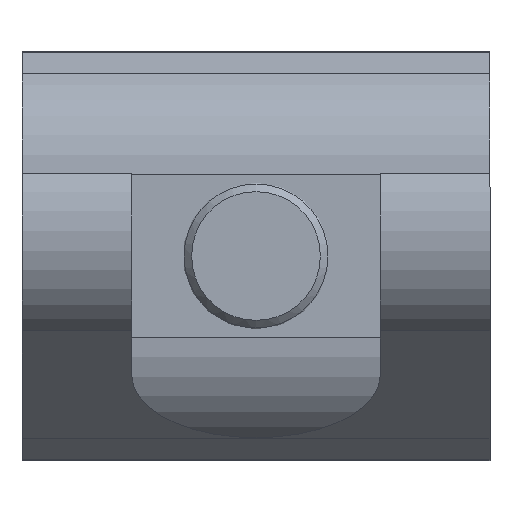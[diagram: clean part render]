
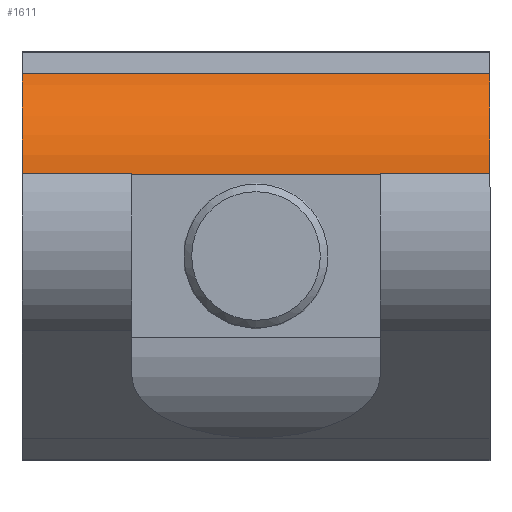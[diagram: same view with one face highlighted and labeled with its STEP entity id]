
A CAD part, front view. The second image highlights one B-rep face of the part: STEP entity #1611.
In plain terms, the highlighted cylindrical face has radius 4 mm (diameter 8 mm), a partial arc.
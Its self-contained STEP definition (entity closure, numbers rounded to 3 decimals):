
#180=FACE_OUTER_BOUND('',#266,.T.);
#266=EDGE_LOOP('',(#1401,#1402,#1403,#1404));
#423=LINE('',#2805,#578);
#424=LINE('',#2806,#579);
#578=VECTOR('',#2272,10.);
#579=VECTOR('',#2273,10.);
#634=CIRCLE('',#1821,4.);
#643=CIRCLE('',#1831,4.);
#748=VERTEX_POINT('',#2662);
#749=VERTEX_POINT('',#2664);
#774=VERTEX_POINT('',#2716);
#775=VERTEX_POINT('',#2718);
#937=EDGE_CURVE('',#748,#749,#634,.T.);
#964=EDGE_CURVE('',#774,#775,#643,.T.);
#1008=EDGE_CURVE('',#775,#748,#423,.T.);
#1009=EDGE_CURVE('',#774,#749,#424,.T.);
#1401=ORIENTED_EDGE('',*,*,#1008,.F.);
#1402=ORIENTED_EDGE('',*,*,#964,.F.);
#1403=ORIENTED_EDGE('',*,*,#1009,.T.);
#1404=ORIENTED_EDGE('',*,*,#937,.F.);
#1510=CYLINDRICAL_SURFACE('',#1858,4.);
#1611=ADVANCED_FACE('',(#180),#1510,.T.);
#1821=AXIS2_PLACEMENT_3D('',#2665,#2137,#2138);
#1831=AXIS2_PLACEMENT_3D('',#2719,#2175,#2176);
#1858=AXIS2_PLACEMENT_3D('',#2804,#2270,#2271);
#2137=DIRECTION('center_axis',(0.,-1.,0.));
#2138=DIRECTION('ref_axis',(-0.5,0.,-0.866));
#2175=DIRECTION('center_axis',(0.,1.,0.));
#2176=DIRECTION('ref_axis',(-0.5,0.,-0.866));
#2270=DIRECTION('center_axis',(0.,1.,0.));
#2271=DIRECTION('ref_axis',(-0.5,0.,-0.866));
#2272=DIRECTION('',(0.,-1.,0.));
#2273=DIRECTION('',(0.,-1.,0.));
#2662=CARTESIAN_POINT('',(3.7,-8.,2.774));
#2664=CARTESIAN_POINT('',(1.7,-8.,6.238));
#2665=CARTESIAN_POINT('Origin',(-0.3,-8.,2.774));
#2716=CARTESIAN_POINT('',(1.7,8.,6.238));
#2718=CARTESIAN_POINT('',(3.7,8.,2.774));
#2719=CARTESIAN_POINT('Origin',(-0.3,8.,2.774));
#2804=CARTESIAN_POINT('Origin',(-0.3,0.,2.774));
#2805=CARTESIAN_POINT('',(3.7,0.,2.774));
#2806=CARTESIAN_POINT('',(1.7,0.,6.238));
